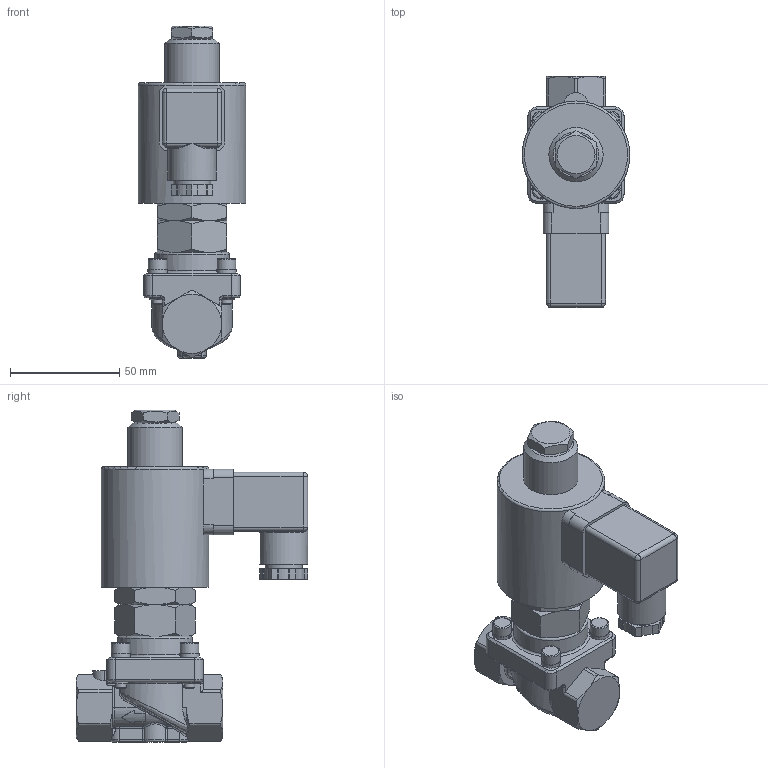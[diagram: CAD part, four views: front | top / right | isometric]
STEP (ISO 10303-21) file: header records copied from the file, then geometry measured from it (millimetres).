
FILE_DESCRIPTION(/* description */ ('2/2 zwangsgest. Kolben-Magnetventil'),/* implementation_level */ '2;1');
FILE_NAME(/* name */ '035.000284_A3523-0804-T802-NW.stp',/* time_stamp */ '2018-04-16T08:25:02+02:00',/* author */ ('EFast'),/* organization */ (''),/* preprocessor_version */ 'ST-DEVELOPER v16.1',/* originating_system */ 'Autodesk Inventor 2016',/* authorisation */ '');
FILE_SCHEMA (('AUTOMOTIVE_DESIGN { 1 0 10303 214 3 1 1 }'));
Length unit declared in the file: millimetre
Products named in the file (1): 88-002429
Bounding box: 49.2 x 105.8 x 151.8 mm (x, y, z)
Volume: 252896.7 mm3; surface area: 35663.5 mm2
Topology: 1 solids, 1 shells, 394 faces, 991 edges, 602 vertices
Faces by surface type: plane 146, cylinder 119, cone 53, torus 40, bspline 22, sphere 14
Full cylindrical faces by diameter (mm): 5 x6, 7 x2, 8.5 x4, 17 x1, 22 x1, 24.8 x1, 34 x1, 49.2 x1
Entity records: 12601 total; most frequent: CARTESIAN_POINT 3758, ORIENTED_EDGE 1860, DIRECTION 1841, EDGE_CURVE 930, AXIS2_PLACEMENT_3D 744, VERTEX_POINT 584, EDGE_LOOP 448, FACE_OUTER_BOUND 394
